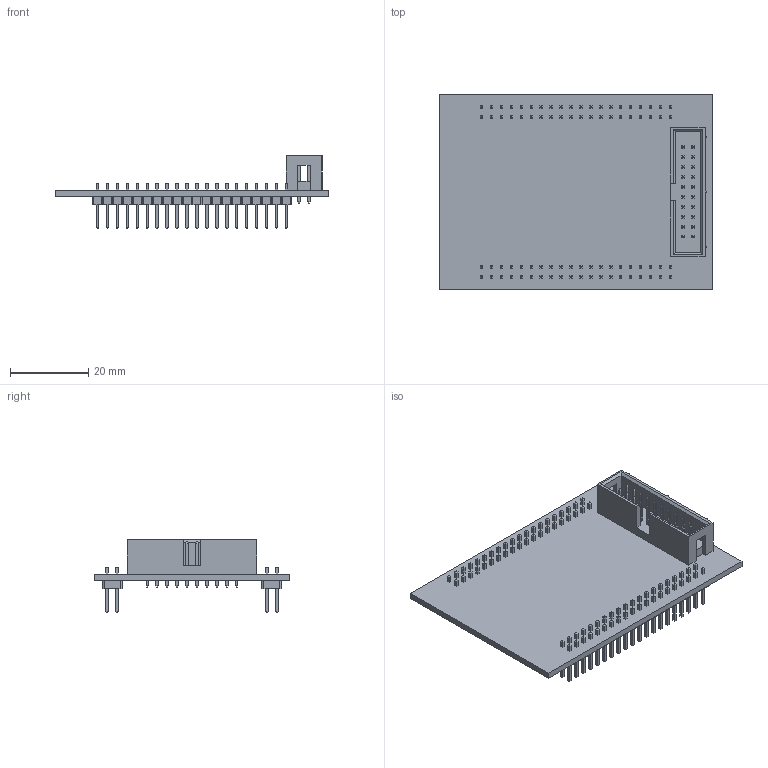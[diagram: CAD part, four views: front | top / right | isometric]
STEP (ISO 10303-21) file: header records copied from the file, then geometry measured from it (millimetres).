
FILE_DESCRIPTION (( 'STEP AP214' ), '1' );
FILE_NAME ('STM32-H107 Assembly.STEP', '2017-05-11T08:24:00', ( '' ), ( '' ), 'SwSTEP 2.0', 'SolidWorks 2017', '' );
FILE_SCHEMA (( 'AUTOMOTIVE_DESIGN' ));
Length unit declared in the file: millimetre
Products named in the file (1): STM32-H107 Assembly
Bounding box: 70 x 50 x 18.55 mm (x, y, z)
Volume: 8277.1 mm3; surface area: 14289.6 mm2
Topology: 104 solids, 104 shells, 2345 faces, 5517 edges, 3382 vertices
Faces by surface type: plane 2330, cylinder 15
Entity records: 91761 total; most frequent: CARTESIAN_POINT 11245, ORIENTED_EDGE 11034, DIRECTION 10239, EDGE_CURVE 5517, LINE 5487, VECTOR 5487, VERTEX_POINT 3382, EDGE_LOOP 2551
